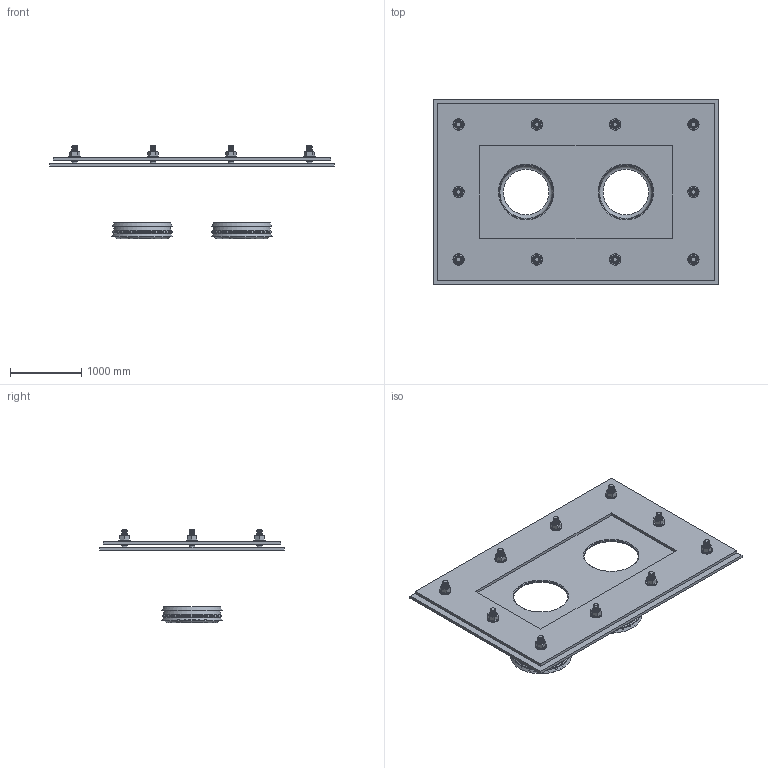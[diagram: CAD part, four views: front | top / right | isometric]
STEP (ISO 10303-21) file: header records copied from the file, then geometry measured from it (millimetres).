
FILE_DESCRIPTION(/* description */ (''),/* implementation_level */ '2;1');
FILE_NAME(/* name */ '13228.070X_3D.stp',/* time_stamp */ '2024-12-11T14:44:12+01:00',/* author */ ('CAD'),/* organization */ (''),/* preprocessor_version */ 'ST-DEVELOPER v20',/* originating_system */ 'AutoCAD Mechanical',/* authorisation */ '');
FILE_SCHEMA (('AUTOMOTIVE_DESIGN { 1 0 10303 214 3 1 1 }'));
Length unit declared in the file: centimetre
Products named in the file (2): Product; *S0
Assembly tree (1 placements, depth 2):
  Product
    *S0
Bounding box: 4000 x 2600 x 1309.91 mm (x, y, z)
Volume: 681576327.5 mm3; surface area: 37983776.9 mm2
Topology: 34 solids, 34 shells, 506 faces, 1048 edges, 612 vertices
Faces by surface type: cone 292, plane 142, cylinder 62, torus 10
Full cylindrical faces by diameter (mm): 66.47 x10, 80 x10, 84 x10, 120 x10, 160 x10, 640 x2, 740 x2, 760 x2, 810 x4, 838 x2
Entity records: 13764 total; most frequent: CARTESIAN_POINT 2829, DIRECTION 2384, ORIENTED_EDGE 2096, EDGE_CURVE 1048, AXIS2_PLACEMENT_3D 967, VERTEX_POINT 612, EDGE_LOOP 586, FACE_OUTER_BOUND 506
